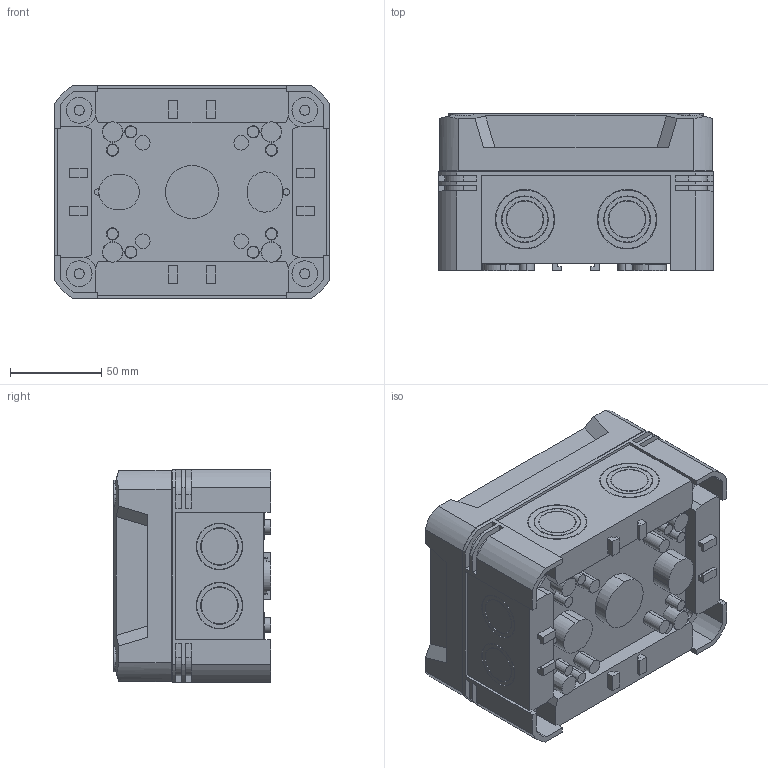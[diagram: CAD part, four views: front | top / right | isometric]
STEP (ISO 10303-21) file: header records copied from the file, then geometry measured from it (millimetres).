
FILE_DESCRIPTION (( 'STEP AP214' ), '1' );
FILE_NAME ('2005304.STEP', '2024-03-12T07:15:50', ( '' ), ( '' ), 'SwSTEP 2.0', 'SolidWorks 2022', '' );
FILE_SCHEMA (( 'AUTOMOTIVE_DESIGN' ));
Length unit declared in the file: millimetre
Products named in the file (10): 0084514_1115382-T100; 2005304; 113229_Standard; 115788_Standard; 050499_Standard; 077060_X06BC 8ABÖ; ED170-04-02_Standard; 116133_55; 087700_Standard; 018602_ISO 7049 - 3,5 x 9,5 F-Z
Assembly tree (15 placements, depth 3):
  2005304
    077060_X06BC 8ABÖ
    113229_Standard
      050499_Standard
    087700_Standard  x4
    ED170-04-02_Standard  x2
    0084514_1115382-T100
    018602_ISO 7049 - 3,5 x 9,5 F-Z  x2
    115788_Standard
    116133_55  x2
Bounding box: 150.6 x 86.11 x 116.6 mm (x, y, z)
Volume: 393947.6 mm3; surface area: 255855 mm2
Topology: 14 solids, 14 shells, 1222 faces, 3285 edges, 2184 vertices
Faces by surface type: plane 858, cylinder 288, cone 64, bspline 8, sphere 4
Entity records: 36954 total; most frequent: CARTESIAN_POINT 6869, ORIENTED_EDGE 6162, DIRECTION 5950, EDGE_CURVE 3081, VECTOR 2342, LINE 2342, VERTEX_POINT 2048, AXIS2_PLACEMENT_3D 1804
